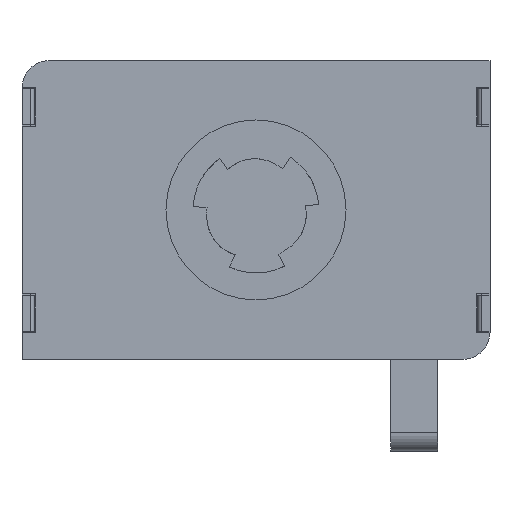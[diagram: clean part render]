
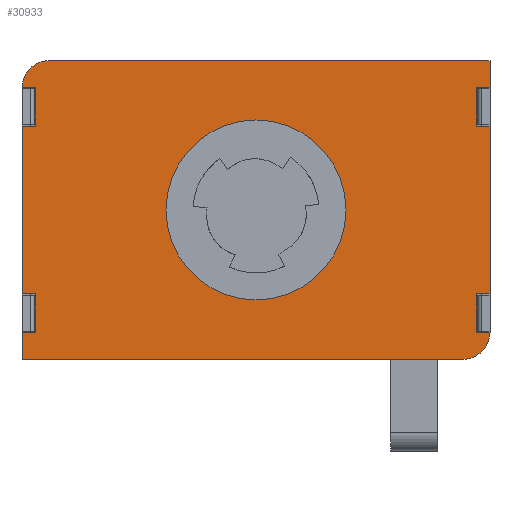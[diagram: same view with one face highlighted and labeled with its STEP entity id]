
A CAD part, left-side view. The second image highlights one B-rep face of the part: STEP entity #30933.
In plain terms, the highlighted planar face has unit normal (-1, 0, 0).
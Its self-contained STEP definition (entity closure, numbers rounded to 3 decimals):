
#1951=FACE_BOUND('',#5447,.T.);
#3706=FACE_OUTER_BOUND('',#5446,.T.);
#5446=EDGE_LOOP('',(#27348,#27349,#27350,#27351,#27352,#27353,#27354,#27355,
#27356,#27357,#27358,#27359,#27360,#27361,#27362,#27363,#27364,#27365,#27366,
#27367));
#5447=EDGE_LOOP('',(#27368));
#8761=LINE('',#49101,#12296);
#8768=LINE('',#49116,#12303);
#8775=LINE('',#49131,#12310);
#8782=LINE('',#49146,#12317);
#8827=LINE('',#49237,#12362);
#8830=LINE('',#49242,#12365);
#8831=LINE('',#49245,#12366);
#8834=LINE('',#49250,#12369);
#8836=LINE('',#49254,#12371);
#8837=LINE('',#49257,#12372);
#8840=LINE('',#49262,#12375);
#8841=LINE('',#49265,#12376);
#8844=LINE('',#49270,#12379);
#8846=LINE('',#49274,#12381);
#8896=LINE('',#49893,#12431);
#8897=LINE('',#49895,#12432);
#8898=LINE('',#49897,#12433);
#8899=LINE('',#49899,#12434);
#12296=VECTOR('',#40809,10.);
#12303=VECTOR('',#40820,10.);
#12310=VECTOR('',#40831,10.);
#12317=VECTOR('',#40842,10.);
#12362=VECTOR('',#40913,10.);
#12365=VECTOR('',#40918,10.);
#12366=VECTOR('',#40921,10.);
#12369=VECTOR('',#40926,10.);
#12371=VECTOR('',#40930,10.);
#12372=VECTOR('',#40933,10.);
#12375=VECTOR('',#40938,10.);
#12376=VECTOR('',#40941,10.);
#12379=VECTOR('',#40946,10.);
#12381=VECTOR('',#40950,10.);
#12431=VECTOR('',#41062,10.);
#12432=VECTOR('',#41065,10.);
#12433=VECTOR('',#41066,10.);
#12434=VECTOR('',#41069,10.);
#13120=CIRCLE('',#33329,20.);
#13121=CIRCLE('',#33339,6.05);
#13122=CIRCLE('',#33340,6.05);
#15400=VERTEX_POINT('',#49099);
#15401=VERTEX_POINT('',#49100);
#15406=VERTEX_POINT('',#49114);
#15407=VERTEX_POINT('',#49115);
#15412=VERTEX_POINT('',#49129);
#15413=VERTEX_POINT('',#49130);
#15418=VERTEX_POINT('',#49144);
#15419=VERTEX_POINT('',#49145);
#15452=VERTEX_POINT('',#49236);
#15453=VERTEX_POINT('',#49240);
#15454=VERTEX_POINT('',#49244);
#15455=VERTEX_POINT('',#49248);
#15456=VERTEX_POINT('',#49252);
#15457=VERTEX_POINT('',#49256);
#15458=VERTEX_POINT('',#49260);
#15459=VERTEX_POINT('',#49264);
#15460=VERTEX_POINT('',#49268);
#15461=VERTEX_POINT('',#49272);
#15508=VERTEX_POINT('',#49492);
#15519=VERTEX_POINT('',#49892);
#15520=VERTEX_POINT('',#49896);
#19331=EDGE_CURVE('',#15400,#15401,#8761,.T.);
#19338=EDGE_CURVE('',#15406,#15407,#8768,.T.);
#19345=EDGE_CURVE('',#15412,#15413,#8775,.T.);
#19352=EDGE_CURVE('',#15418,#15419,#8782,.T.);
#19399=EDGE_CURVE('',#15452,#15418,#8827,.T.);
#19402=EDGE_CURVE('',#15419,#15453,#8830,.T.);
#19403=EDGE_CURVE('',#15454,#15412,#8831,.T.);
#19406=EDGE_CURVE('',#15413,#15455,#8834,.T.);
#19408=EDGE_CURVE('',#15407,#15456,#8836,.T.);
#19409=EDGE_CURVE('',#15457,#15406,#8837,.T.);
#19412=EDGE_CURVE('',#15401,#15458,#8840,.T.);
#19413=EDGE_CURVE('',#15459,#15400,#8841,.T.);
#19416=EDGE_CURVE('',#15456,#15460,#8844,.T.);
#19418=EDGE_CURVE('',#15461,#15458,#8846,.T.);
#19474=EDGE_CURVE('',#15508,#15508,#13120,.T.);
#19506=EDGE_CURVE('',#15461,#15519,#8896,.T.);
#19507=EDGE_CURVE('',#15452,#15519,#13121,.T.);
#19508=EDGE_CURVE('',#15453,#15457,#8897,.T.);
#19509=EDGE_CURVE('',#15460,#15520,#8898,.T.);
#19510=EDGE_CURVE('',#15454,#15520,#13122,.T.);
#19511=EDGE_CURVE('',#15459,#15455,#8899,.T.);
#27348=ORIENTED_EDGE('',*,*,#19412,.T.);
#27349=ORIENTED_EDGE('',*,*,#19418,.F.);
#27350=ORIENTED_EDGE('',*,*,#19506,.T.);
#27351=ORIENTED_EDGE('',*,*,#19507,.F.);
#27352=ORIENTED_EDGE('',*,*,#19399,.T.);
#27353=ORIENTED_EDGE('',*,*,#19352,.T.);
#27354=ORIENTED_EDGE('',*,*,#19402,.T.);
#27355=ORIENTED_EDGE('',*,*,#19508,.T.);
#27356=ORIENTED_EDGE('',*,*,#19409,.T.);
#27357=ORIENTED_EDGE('',*,*,#19338,.T.);
#27358=ORIENTED_EDGE('',*,*,#19408,.T.);
#27359=ORIENTED_EDGE('',*,*,#19416,.T.);
#27360=ORIENTED_EDGE('',*,*,#19509,.T.);
#27361=ORIENTED_EDGE('',*,*,#19510,.F.);
#27362=ORIENTED_EDGE('',*,*,#19403,.T.);
#27363=ORIENTED_EDGE('',*,*,#19345,.T.);
#27364=ORIENTED_EDGE('',*,*,#19406,.T.);
#27365=ORIENTED_EDGE('',*,*,#19511,.F.);
#27366=ORIENTED_EDGE('',*,*,#19413,.T.);
#27367=ORIENTED_EDGE('',*,*,#19331,.T.);
#27368=ORIENTED_EDGE('',*,*,#19474,.T.);
#29317=PLANE('',#33338);
#30933=ADVANCED_FACE('',(#3706,#1951),#29317,.F.);
#33329=AXIS2_PLACEMENT_3D('',#49493,#41023,#41024);
#33338=AXIS2_PLACEMENT_3D('',#49891,#41060,#41061);
#33339=AXIS2_PLACEMENT_3D('',#49894,#41063,#41064);
#33340=AXIS2_PLACEMENT_3D('',#49898,#41067,#41068);
#40809=DIRECTION('',(0.,0.,-1.));
#40820=DIRECTION('',(0.,0.,1.));
#40831=DIRECTION('',(0.,0.,-1.));
#40842=DIRECTION('',(0.,0.,1.));
#40913=DIRECTION('',(0.,1.,0.));
#40918=DIRECTION('',(0.,-1.,0.));
#40921=DIRECTION('',(0.,-1.,0.));
#40926=DIRECTION('',(0.,1.,0.));
#40930=DIRECTION('',(0.,-1.,0.));
#40933=DIRECTION('',(0.,1.,0.));
#40938=DIRECTION('',(0.,1.,0.));
#40941=DIRECTION('',(0.,-1.,0.));
#40946=DIRECTION('',(0.,0.,1.));
#40950=DIRECTION('',(0.,0.,1.));
#41023=DIRECTION('center_axis',(1.,0.,0.));
#41024=DIRECTION('ref_axis',(0.,0.,
1.));
#41060=DIRECTION('center_axis',(1.,0.,0.));
#41061=DIRECTION('ref_axis',(0.,1.,0.));
#41062=DIRECTION('',(0.,-1.,0.));
#41063=DIRECTION('center_axis',(1.,0.,0.));
#41064=DIRECTION('ref_axis',(0.,-1.,0.));
#41065=DIRECTION('',(0.,0.,1.));
#41066=DIRECTION('',(0.,1.,0.));
#41067=DIRECTION('center_axis',(1.,0.,0.));
#41068=DIRECTION('ref_axis',(0.,1.,0.));
#41069=DIRECTION('',(0.,0.,1.));
#49099=CARTESIAN_POINT('',(3.65,49.05,-18.65));
#49100=CARTESIAN_POINT('',(3.65,49.05,-27.15));
#49101=CARTESIAN_POINT('',(3.65,49.05,-9.325));
#49114=CARTESIAN_POINT('',(3.65,-49.05,18.65));
#49115=CARTESIAN_POINT('',(3.65,-49.05,27.15));
#49116=CARTESIAN_POINT('',(3.65,-49.05,9.325));
#49129=CARTESIAN_POINT('',(3.65,49.05,27.15));
#49130=CARTESIAN_POINT('',(3.65,49.05,18.65));
#49131=CARTESIAN_POINT('',(3.65,49.05,13.575));
#49144=CARTESIAN_POINT('',(3.65,-49.05,-27.15));
#49145=CARTESIAN_POINT('',(3.65,-49.05,-18.65));
#49146=CARTESIAN_POINT('',(3.65,-49.05,-13.575));
#49236=CARTESIAN_POINT('',(3.65,-52.,-27.15));
#49237=CARTESIAN_POINT('',(3.65,-25.1,-27.15));
#49240=CARTESIAN_POINT('',(3.65,-52.,-18.65));
#49242=CARTESIAN_POINT('',(3.65,-24.525,-18.65));
#49244=CARTESIAN_POINT('',(3.65,52.,27.15));
#49245=CARTESIAN_POINT('',(3.65,25.1,27.15));
#49248=CARTESIAN_POINT('',(3.65,52.,18.65));
#49250=CARTESIAN_POINT('',(3.65,24.525,18.65));
#49252=CARTESIAN_POINT('',(3.65,-52.,27.15));
#49254=CARTESIAN_POINT('',(3.65,-24.525,27.15));
#49256=CARTESIAN_POINT('',(3.65,-52.,18.65));
#49257=CARTESIAN_POINT('',(3.65,-25.1,18.65));
#49260=CARTESIAN_POINT('',(3.65,52.,-27.15));
#49262=CARTESIAN_POINT('',(3.65,24.525,-27.15));
#49264=CARTESIAN_POINT('',(3.65,52.,-18.65));
#49265=CARTESIAN_POINT('',(3.65,25.1,-18.65));
#49268=CARTESIAN_POINT('',(3.65,-52.,33.2));
#49270=CARTESIAN_POINT('',(3.65,-52.,-27.15));
#49272=CARTESIAN_POINT('',(3.65,52.,-33.2));
#49274=CARTESIAN_POINT('',(3.65,52.,-33.2));
#49492=CARTESIAN_POINT('',(3.65,0.,-20.));
#49493=CARTESIAN_POINT('Origin',(3.65,0.,
0.));
#49891=CARTESIAN_POINT('Origin',(3.65,0.,
0.));
#49892=CARTESIAN_POINT('',(3.65,-45.95,-33.2));
#49893=CARTESIAN_POINT('',(3.65,-44.15,-33.2));
#49894=CARTESIAN_POINT('Origin',(3.65,-45.95,-27.15));
#49895=CARTESIAN_POINT('',(3.65,-52.,-27.15));
#49896=CARTESIAN_POINT('',(3.65,45.95,33.2));
#49897=CARTESIAN_POINT('',(3.65,44.15,33.2));
#49898=CARTESIAN_POINT('Origin',(3.65,45.95,27.15));
#49899=CARTESIAN_POINT('',(3.65,52.,-33.2));
